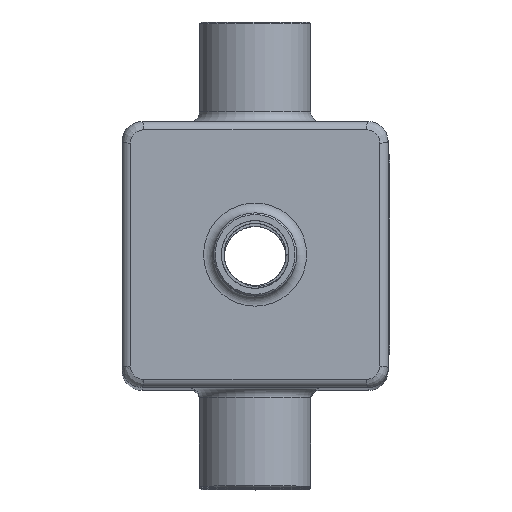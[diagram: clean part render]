
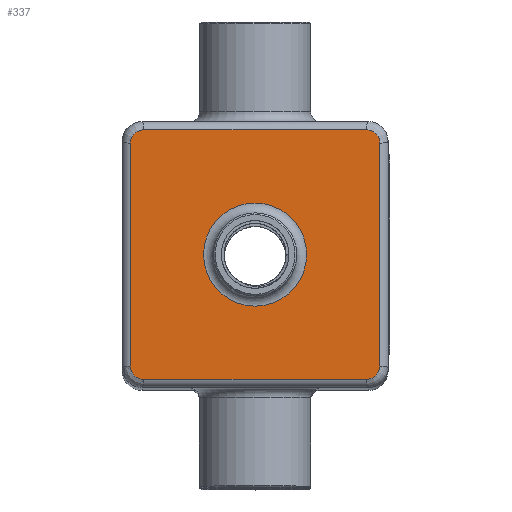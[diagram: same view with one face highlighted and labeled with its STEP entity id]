
A CAD part, top view. The second image highlights one B-rep face of the part: STEP entity #337.
In plain terms, the highlighted planar face has unit normal (0, 0, 1).
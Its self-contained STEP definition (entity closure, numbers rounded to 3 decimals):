
#337=ADVANCED_FACE('',(#6559,#6561),#6563,.T.);
#6559=FACE_BOUND('',#6560,.T.);
#6560=EDGE_LOOP('',(#15238,#15239,#15240,#15241,#15242,#15243,#15244,#15245));
#6561=FACE_BOUND('',#6562,.T.);
#6562=EDGE_LOOP('',(#15246));
#6563=PLANE('',#6564);
#6564=AXIS2_PLACEMENT_3D('',#6565,#6566,#6567);
#6565=CARTESIAN_POINT('',(0.,0.,492.));
#6566=DIRECTION('',(0.,0.,1.));
#6567=DIRECTION('',(1.,0.,0.));
#15238=ORIENTED_EDGE('',*,*,#17427,.F.);
#15239=ORIENTED_EDGE('',*,*,#17428,.F.);
#15240=ORIENTED_EDGE('',*,*,#17429,.F.);
#15241=ORIENTED_EDGE('',*,*,#17430,.F.);
#15242=ORIENTED_EDGE('',*,*,#17431,.F.);
#15243=ORIENTED_EDGE('',*,*,#17432,.F.);
#15244=ORIENTED_EDGE('',*,*,#17339,.F.);
#15245=ORIENTED_EDGE('',*,*,#17423,.F.);
#15246=ORIENTED_EDGE('',*,*,#17433,.F.);
#17339=EDGE_CURVE('',#18497,#18498,#18499,.F.);
#17423=EDGE_CURVE('',#18652,#18497,#18653,.F.);
#17427=EDGE_CURVE('',#18658,#18652,#18659,.F.);
#17428=EDGE_CURVE('',#18660,#18658,#18661,.F.);
#17429=EDGE_CURVE('',#18662,#18660,#18663,.F.);
#17430=EDGE_CURVE('',#18664,#18662,#18665,.F.);
#17431=EDGE_CURVE('',#18666,#18664,#18667,.F.);
#17432=EDGE_CURVE('',#18498,#18666,#18668,.F.);
#17433=EDGE_CURVE('',#18669,#18669,#18670,.T.);
#18497=VERTEX_POINT('',#20546);
#18498=VERTEX_POINT('',#20547);
#18499=LINE('',#20548,#20549);
#18652=VERTEX_POINT('',#22680);
#18653=B_SPLINE_CURVE_WITH_KNOTS('',3,
(#22681,#22682,#22683,#22684,#22685,#22686,#22687,#22688,#22689,#22690,#22691,#22692,
#22693,#22694,#22695,#22696,#22697,#22698,#22699,#22700),
.UNSPECIFIED.,.F.,.F.,
(4,1,1,1,1,1,1,1,1,1,1,1,1,1,1,1,1,4),
(0.,0.032,0.063,0.094,0.136,0.192,
0.266,0.35,0.438,0.522,0.596,
0.664,0.729,0.796,0.857,0.91,
0.956,1.),
.UNSPECIFIED.);
#18658=VERTEX_POINT('',#22750);
#18659=LINE('',#22751,#22752);
#18660=VERTEX_POINT('',#22754);
#18661=B_SPLINE_CURVE_WITH_KNOTS('',3,
(#22755,#22756,#22757,#22758,#22759,#22760,#22761,#22762,#22763,#22764,#22765,#22766,
#22767,#22768,#22769,#22770,#22771,#22772,#22773,#22774),
.UNSPECIFIED.,.F.,.F.,
(4,1,1,1,1,1,1,1,1,1,1,1,1,1,1,1,1,4),
(0.,0.032,0.063,0.094,0.136,0.192,
0.266,0.35,0.438,0.522,0.596,
0.664,0.729,0.796,0.857,0.91,
0.956,1.),
.UNSPECIFIED.);
#18662=VERTEX_POINT('',#22775);
#18663=LINE('',#22776,#22777);
#18664=VERTEX_POINT('',#22779);
#18665=B_SPLINE_CURVE_WITH_KNOTS('',3,
(#22780,#22781,#22782,#22783,#22784,#22785,#22786,#22787,#22788,#22789,#22790,#22791,
#22792,#22793,#22794,#22795,#22796,#22797,#22798,#22799),
.UNSPECIFIED.,.F.,.F.,
(4,1,1,1,1,1,1,1,1,1,1,1,1,1,1,1,1,4),
(0.,0.032,0.073,0.125,0.186,0.246,
0.308,0.378,0.458,0.548,0.64,
0.725,0.795,0.853,0.899,0.938,
0.971,1.),
.UNSPECIFIED.);
#18666=VERTEX_POINT('',#22800);
#18667=LINE('',#22801,#22802);
#18668=B_SPLINE_CURVE_WITH_KNOTS('',3,
(#22804,#22805,#22806,#22807,#22808,#22809,#22810,#22811,#22812,#22813,#22814,#22815,
#22816,#22817,#22818,#22819,#22820,#22821,#22822,#22823),
.UNSPECIFIED.,.F.,.F.,
(4,1,1,1,1,1,1,1,1,1,1,1,1,1,1,1,1,4),
(0.,0.032,0.063,0.094,0.136,0.192,
0.266,0.35,0.438,0.522,0.596,
0.664,0.729,0.796,0.857,0.91,
0.956,1.),
.UNSPECIFIED.);
#18669=VERTEX_POINT('',#22824);
#18670=CIRCLE('',#22825,15.5);
#20546=CARTESIAN_POINT('',(33.501,-37.5,492.));
#20547=CARTESIAN_POINT('',(-33.5,-37.5,492.));
#20548=CARTESIAN_POINT('',(-33.5,-37.5,492.));
#20549=VECTOR('',#20550,1.);
#20550=DIRECTION('',(1.,0.,0.));
#22680=CARTESIAN_POINT('',(37.5,-33.5,492.));
#22681=CARTESIAN_POINT('',(33.501,-37.5,492.));
#22682=CARTESIAN_POINT('',(33.568,-37.5,492.));
#22683=CARTESIAN_POINT('',(33.7,-37.497,492.));
#22684=CARTESIAN_POINT('',(33.897,-37.482,492.));
#22685=CARTESIAN_POINT('',(34.113,-37.455,492.));
#22686=CARTESIAN_POINT('',(34.378,-37.406,492.));
#22687=CARTESIAN_POINT('',(34.726,-37.315,492.));
#22688=CARTESIAN_POINT('',(35.147,-37.156,492.));
#22689=CARTESIAN_POINT('',(35.605,-36.916,492.));
#22690=CARTESIAN_POINT('',(36.043,-36.603,492.));
#22691=CARTESIAN_POINT('',(36.418,-36.251,492.));
#22692=CARTESIAN_POINT('',(36.721,-35.886,492.));
#22693=CARTESIAN_POINT('',(36.959,-35.524,492.));
#22694=CARTESIAN_POINT('',(37.151,-35.151,492.));
#22695=CARTESIAN_POINT('',(37.299,-34.774,492.));
#22696=CARTESIAN_POINT('',(37.401,-34.409,492.));
#22697=CARTESIAN_POINT('',(37.462,-34.08,492.));
#22698=CARTESIAN_POINT('',(37.493,-33.781,492.));
#22699=CARTESIAN_POINT('',(37.5,-33.593,492.));
#22700=CARTESIAN_POINT('',(37.5,-33.5,492.));
#22750=CARTESIAN_POINT('',(37.5,33.501,492.));
#22751=CARTESIAN_POINT('',(37.5,-33.5,492.));
#22752=VECTOR('',#22753,1.);
#22753=DIRECTION('',(0.,1.,0.));
#22754=CARTESIAN_POINT('',(33.5,37.5,492.));
#22755=CARTESIAN_POINT('',(37.5,33.501,492.));
#22756=CARTESIAN_POINT('',(37.5,33.568,492.));
#22757=CARTESIAN_POINT('',(37.497,33.7,492.));
#22758=CARTESIAN_POINT('',(37.482,33.897,492.));
#22759=CARTESIAN_POINT('',(37.455,34.113,492.));
#22760=CARTESIAN_POINT('',(37.406,34.378,492.));
#22761=CARTESIAN_POINT('',(37.315,34.726,492.));
#22762=CARTESIAN_POINT('',(37.156,35.147,492.));
#22763=CARTESIAN_POINT('',(36.916,35.605,492.));
#22764=CARTESIAN_POINT('',(36.603,36.043,492.));
#22765=CARTESIAN_POINT('',(36.251,36.418,492.));
#22766=CARTESIAN_POINT('',(35.886,36.721,492.));
#22767=CARTESIAN_POINT('',(35.524,36.959,492.));
#22768=CARTESIAN_POINT('',(35.151,37.151,492.));
#22769=CARTESIAN_POINT('',(34.774,37.299,492.));
#22770=CARTESIAN_POINT('',(34.409,37.401,492.));
#22771=CARTESIAN_POINT('',(34.08,37.462,492.));
#22772=CARTESIAN_POINT('',(33.781,37.493,492.));
#22773=CARTESIAN_POINT('',(33.593,37.5,492.));
#22774=CARTESIAN_POINT('',(33.5,37.5,492.));
#22775=CARTESIAN_POINT('',(-33.501,37.5,492.));
#22776=CARTESIAN_POINT('',(33.5,37.5,492.));
#22777=VECTOR('',#22778,1.);
#22778=DIRECTION('',(-1.,0.,0.));
#22779=CARTESIAN_POINT('',(-37.5,33.5,492.));
#22780=CARTESIAN_POINT('',(-33.501,37.5,492.));
#22781=CARTESIAN_POINT('',(-33.567,37.5,492.));
#22782=CARTESIAN_POINT('',(-33.721,37.496,492.));
#22783=CARTESIAN_POINT('',(-33.981,37.475,492.));
#22784=CARTESIAN_POINT('',(-34.301,37.424,492.));
#22785=CARTESIAN_POINT('',(-34.653,37.337,492.));
#22786=CARTESIAN_POINT('',(-35.016,37.208,492.));
#22787=CARTESIAN_POINT('',(-35.38,37.039,492.));
#22788=CARTESIAN_POINT('',(-35.762,36.81,492.));
#22789=CARTESIAN_POINT('',(-36.161,36.503,492.));
#22790=CARTESIAN_POINT('',(-36.548,36.111,492.));
#22791=CARTESIAN_POINT('',(-36.882,35.66,492.));
#22792=CARTESIAN_POINT('',(-37.13,35.205,492.));
#22793=CARTESIAN_POINT('',(-37.293,34.79,492.));
#22794=CARTESIAN_POINT('',(-37.392,34.44,492.));
#22795=CARTESIAN_POINT('',(-37.45,34.148,492.));
#22796=CARTESIAN_POINT('',(-37.482,33.903,492.));
#22797=CARTESIAN_POINT('',(-37.497,33.692,492.));
#22798=CARTESIAN_POINT('',(-37.5,33.562,492.));
#22799=CARTESIAN_POINT('',(-37.5,33.5,492.));
#22800=CARTESIAN_POINT('',(-37.5,-33.501,492.));
#22801=CARTESIAN_POINT('',(-37.5,33.5,492.));
#22802=VECTOR('',#22803,1.);
#22803=DIRECTION('',(0.,-1.,0.));
#22804=CARTESIAN_POINT('',(-37.5,-33.501,492.));
#22805=CARTESIAN_POINT('',(-37.5,-33.568,492.));
#22806=CARTESIAN_POINT('',(-37.497,-33.7,492.));
#22807=CARTESIAN_POINT('',(-37.482,-33.897,492.));
#22808=CARTESIAN_POINT('',(-37.455,-34.113,492.));
#22809=CARTESIAN_POINT('',(-37.406,-34.378,492.));
#22810=CARTESIAN_POINT('',(-37.315,-34.726,492.));
#22811=CARTESIAN_POINT('',(-37.156,-35.147,492.));
#22812=CARTESIAN_POINT('',(-36.916,-35.605,492.));
#22813=CARTESIAN_POINT('',(-36.603,-36.043,492.));
#22814=CARTESIAN_POINT('',(-36.251,-36.418,492.));
#22815=CARTESIAN_POINT('',(-35.886,-36.721,492.));
#22816=CARTESIAN_POINT('',(-35.524,-36.959,492.));
#22817=CARTESIAN_POINT('',(-35.151,-37.151,492.));
#22818=CARTESIAN_POINT('',(-34.774,-37.299,492.));
#22819=CARTESIAN_POINT('',(-34.409,-37.401,492.));
#22820=CARTESIAN_POINT('',(-34.08,-37.462,492.));
#22821=CARTESIAN_POINT('',(-33.781,-37.493,492.));
#22822=CARTESIAN_POINT('',(-33.593,-37.5,492.));
#22823=CARTESIAN_POINT('',(-33.5,-37.5,492.));
#22824=CARTESIAN_POINT('',(0.,-15.5,492.));
#22825=AXIS2_PLACEMENT_3D('',#22826,#22827,#22828);
#22826=CARTESIAN_POINT('',(0.,0.,492.));
#22827=DIRECTION('',(0.,0.,1.));
#22828=DIRECTION('',(0.,-1.,0.));
